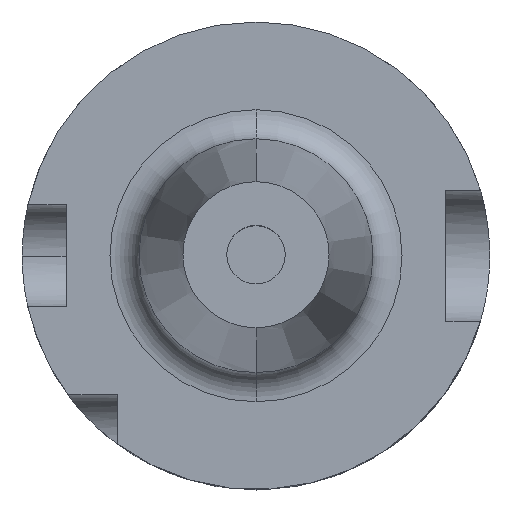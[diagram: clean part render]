
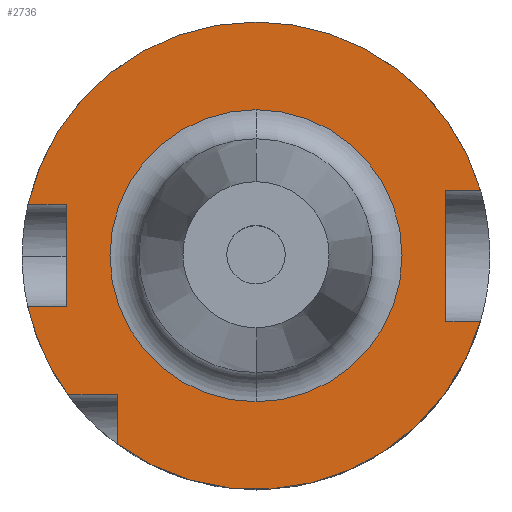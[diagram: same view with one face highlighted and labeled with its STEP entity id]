
A CAD part, top view. The second image highlights one B-rep face of the part: STEP entity #2736.
In plain terms, the highlighted planar face has unit normal (0, 0, 1).
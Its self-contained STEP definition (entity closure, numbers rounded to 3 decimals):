
#13 = CARTESIAN_POINT ( 'NONE',  ( 15.354, 4.5, 20. ) ) ;
#35 = CARTESIAN_POINT ( 'NONE',  ( 23., 4.5, 20. ) ) ;
#105 = CARTESIAN_POINT ( 'NONE',  ( -9.5, 16., 20. ) ) ;
#164 = ORIENTED_EDGE ( 'NONE', *, *, #614, .T. ) ;
#171 = DIRECTION ( 'NONE',  ( 0., 1., 0. ) ) ;
#180 = ORIENTED_EDGE ( 'NONE', *, *, #201, .F. ) ;
#195 = CARTESIAN_POINT ( 'NONE',  ( -9.5, -9.5, 20. ) ) ;
#201 = EDGE_CURVE ( 'NONE', #1023, #798, #967, .T. ) ;
#283 = EDGE_CURVE ( 'NONE', #3132, #3216, #1335, .T. ) ;
#305 = VERTEX_POINT ( 'NONE', #983 ) ;
#343 = ORIENTED_EDGE ( 'NONE', *, *, #538, .F. ) ;
#406 = CARTESIAN_POINT ( 'NONE',  ( -13., 3.5, 20. ) ) ;
#455 = DIRECTION ( 'NONE',  ( 1., 0., 0. ) ) ;
#465 = ORIENTED_EDGE ( 'NONE', *, *, #1602, .F. ) ;
#474 = VECTOR ( 'NONE', #643, 1000. ) ;
#538 = EDGE_CURVE ( 'NONE', #2576, #3132, #879, .T. ) ;
#614 = EDGE_CURVE ( 'NONE', #1705, #305, #921, .T. ) ;
#642 = DIRECTION ( 'NONE',  ( 0., 0., -1. ) ) ;
#643 = DIRECTION ( 'NONE',  ( 0., 1., 0. ) ) ;
#651 = ORIENTED_EDGE ( 'NONE', *, *, #2191, .T. ) ;
#670 = ORIENTED_EDGE ( 'NONE', *, *, #994, .T. ) ;
#692 = CARTESIAN_POINT ( 'NONE',  ( 0., -9.997, 20. ) ) ;
#694 = CARTESIAN_POINT ( 'NONE',  ( 0., 0., 20. ) ) ;
#702 = EDGE_CURVE ( 'NONE', #1947, #3216, #1330, .T. ) ;
#730 = CARTESIAN_POINT ( 'NONE',  ( 13., 4.5, 20. ) ) ;
#735 = CIRCLE ( 'NONE', #3138, 9.997 ) ;
#759 = CARTESIAN_POINT ( 'NONE',  ( -23., 3.5, 20. ) ) ;
#779 = AXIS2_PLACEMENT_3D ( 'NONE', #2703, #1372, #1404 ) ;
#798 = VERTEX_POINT ( 'NONE', #2691 ) ;
#879 = LINE ( 'NONE', #35, #1082 ) ;
#921 = LINE ( 'NONE', #2640, #2029 ) ;
#930 = CARTESIAN_POINT ( 'NONE',  ( 13., -4.5, 20. ) ) ;
#931 = CIRCLE ( 'NONE', #3304, 16. ) ;
#944 = VECTOR ( 'NONE', #1888, 1000. ) ;
#952 = EDGE_LOOP ( 'NONE', ( #2278, #164, #2144, #180, #1061, #1136, #2232, #2070, #2481, #343, #3273, #465 ) ) ;
#967 = CIRCLE ( 'NONE', #1843, 16. ) ;
#983 = CARTESIAN_POINT ( 'NONE',  ( -13., -3.5, 20. ) ) ;
#994 = EDGE_CURVE ( 'NONE', #1713, #1414, #1493, .T. ) ;
#1017 = LINE ( 'NONE', #3002, #3210 ) ;
#1023 = VERTEX_POINT ( 'NONE', #1562 ) ;
#1054 = LINE ( 'NONE', #105, #474 ) ;
#1059 = CIRCLE ( 'NONE', #1193, 16. ) ;
#1061 = ORIENTED_EDGE ( 'NONE', *, *, #1641, .F. ) ;
#1082 = VECTOR ( 'NONE', #1865, 1000. ) ;
#1136 = ORIENTED_EDGE ( 'NONE', *, *, #1639, .F. ) ;
#1193 = AXIS2_PLACEMENT_3D ( 'NONE', #3023, #1998, #171 ) ;
#1256 = VECTOR ( 'NONE', #2802, 1000. ) ;
#1299 = CARTESIAN_POINT ( 'NONE',  ( 23., -4.5, 20. ) ) ;
#1330 = LINE ( 'NONE', #1299, #2804 ) ;
#1335 = LINE ( 'NONE', #730, #1256 ) ;
#1372 = DIRECTION ( 'NONE',  ( 0., 0., -1. ) ) ;
#1375 = AXIS2_PLACEMENT_3D ( 'NONE', #2241, #2505, #2329 ) ;
#1404 = DIRECTION ( 'NONE',  ( 0., 1., 0. ) ) ;
#1414 = VERTEX_POINT ( 'NONE', #692 ) ;
#1425 = DIRECTION ( 'NONE',  ( -1., 0., 0. ) ) ;
#1493 = CIRCLE ( 'NONE', #1375, 9.997 ) ;
#1524 = DIRECTION ( 'NONE',  ( 0., 0., 1. ) ) ;
#1554 = DIRECTION ( 'NONE',  ( 0., -1., 0. ) ) ;
#1562 = CARTESIAN_POINT ( 'NONE',  ( -12.874, -9.5, 20. ) ) ;
#1576 = CARTESIAN_POINT ( 'NONE',  ( 0., 16., 20. ) ) ;
#1587 = PLANE ( 'NONE',  #3027 ) ;
#1602 = EDGE_CURVE ( 'NONE', #2006, #1615, #931, .T. ) ;
#1615 = VERTEX_POINT ( 'NONE', #1657 ) ;
#1639 = EDGE_CURVE ( 'NONE', #3044, #1724, #1054, .T. ) ;
#1641 = EDGE_CURVE ( 'NONE', #1724, #1023, #1017, .T. ) ;
#1657 = CARTESIAN_POINT ( 'NONE',  ( 0., 16., 20. ) ) ;
#1671 = FACE_OUTER_BOUND ( 'NONE', #952, .T. ) ;
#1705 = VERTEX_POINT ( 'NONE', #406 ) ;
#1713 = VERTEX_POINT ( 'NONE', #2283 ) ;
#1724 = VERTEX_POINT ( 'NONE', #195 ) ;
#1780 = CARTESIAN_POINT ( 'NONE',  ( 13., 4.5, 20. ) ) ;
#1843 = AXIS2_PLACEMENT_3D ( 'NONE', #2752, #642, #2770 ) ;
#1849 = CARTESIAN_POINT ( 'NONE',  ( -9.5, -12.874, 20. ) ) ;
#1865 = DIRECTION ( 'NONE',  ( -1., 0., 0. ) ) ;
#1888 = DIRECTION ( 'NONE',  ( 1., 0., 0. ) ) ;
#1947 = VERTEX_POINT ( 'NONE', #2665 ) ;
#1969 = DIRECTION ( 'NONE',  ( 0., 0., -1. ) ) ;
#1998 = DIRECTION ( 'NONE',  ( 0., 0., -1. ) ) ;
#2006 = VERTEX_POINT ( 'NONE', #3182 ) ;
#2022 = EDGE_CURVE ( 'NONE', #798, #305, #2537, .T. ) ;
#2029 = VECTOR ( 'NONE', #1554, 1000. ) ;
#2070 = ORIENTED_EDGE ( 'NONE', *, *, #702, .T. ) ;
#2128 = CARTESIAN_POINT ( 'NONE',  ( -23., -3.5, 20. ) ) ;
#2144 = ORIENTED_EDGE ( 'NONE', *, *, #2022, .F. ) ;
#2159 = VECTOR ( 'NONE', #455, 1000. ) ;
#2191 = EDGE_CURVE ( 'NONE', #1414, #1713, #735, .T. ) ;
#2232 = ORIENTED_EDGE ( 'NONE', *, *, #3307, .F. ) ;
#2241 = CARTESIAN_POINT ( 'NONE',  ( 0., 0., 20. ) ) ;
#2278 = ORIENTED_EDGE ( 'NONE', *, *, #2374, .T. ) ;
#2283 = CARTESIAN_POINT ( 'NONE',  ( 0., 9.997, 20. ) ) ;
#2289 = CIRCLE ( 'NONE', #779, 16. ) ;
#2329 = DIRECTION ( 'NONE',  ( 0., -1., 0. ) ) ;
#2374 = EDGE_CURVE ( 'NONE', #2006, #1705, #2699, .T. ) ;
#2481 = ORIENTED_EDGE ( 'NONE', *, *, #283, .F. ) ;
#2490 = FACE_BOUND ( 'NONE', #2964, .T. ) ;
#2505 = DIRECTION ( 'NONE',  ( 0., 0., -1. ) ) ;
#2537 = LINE ( 'NONE', #2128, #944 ) ;
#2576 = VERTEX_POINT ( 'NONE', #13 ) ;
#2640 = CARTESIAN_POINT ( 'NONE',  ( -13., -3.5, 20. ) ) ;
#2665 = CARTESIAN_POINT ( 'NONE',  ( 15.354, -4.5, 20. ) ) ;
#2691 = CARTESIAN_POINT ( 'NONE',  ( -15.612, -3.5, 20. ) ) ;
#2699 = LINE ( 'NONE', #759, #2159 ) ;
#2703 = CARTESIAN_POINT ( 'NONE',  ( 0., 0., 20. ) ) ;
#2736 = ADVANCED_FACE ( 'NONE', ( #2490, #1671 ), #1587, .T. ) ;
#2747 = DIRECTION ( 'NONE',  ( 0., 1., 0. ) ) ;
#2752 = CARTESIAN_POINT ( 'NONE',  ( 0., 0., 20. ) ) ;
#2755 = CARTESIAN_POINT ( 'NONE',  ( 0., 0., 20. ) ) ;
#2770 = DIRECTION ( 'NONE',  ( 0., 1., 0. ) ) ;
#2802 = DIRECTION ( 'NONE',  ( 0., -1., 0. ) ) ;
#2804 = VECTOR ( 'NONE', #2867, 1000. ) ;
#2867 = DIRECTION ( 'NONE',  ( -1., 0., 0. ) ) ;
#2964 = EDGE_LOOP ( 'NONE', ( #651, #670 ) ) ;
#3002 = CARTESIAN_POINT ( 'NONE',  ( 0., -9.5, 20. ) ) ;
#3023 = CARTESIAN_POINT ( 'NONE',  ( 0., 0., 20. ) ) ;
#3027 = AXIS2_PLACEMENT_3D ( 'NONE', #1576, #1524, #3338 ) ;
#3030 = DIRECTION ( 'NONE',  ( 0., -1., 0. ) ) ;
#3044 = VERTEX_POINT ( 'NONE', #1849 ) ;
#3132 = VERTEX_POINT ( 'NONE', #1780 ) ;
#3137 = EDGE_CURVE ( 'NONE', #1615, #2576, #1059, .T. ) ;
#3138 = AXIS2_PLACEMENT_3D ( 'NONE', #694, #1969, #3030 ) ;
#3182 = CARTESIAN_POINT ( 'NONE',  ( -15.612, 3.5, 20. ) ) ;
#3210 = VECTOR ( 'NONE', #1425, 1000. ) ;
#3216 = VERTEX_POINT ( 'NONE', #930 ) ;
#3273 = ORIENTED_EDGE ( 'NONE', *, *, #3137, .F. ) ;
#3275 = DIRECTION ( 'NONE',  ( 0., 0., -1. ) ) ;
#3304 = AXIS2_PLACEMENT_3D ( 'NONE', #2755, #3275, #2747 ) ;
#3307 = EDGE_CURVE ( 'NONE', #1947, #3044, #2289, .T. ) ;
#3338 = DIRECTION ( 'NONE',  ( 0., -1., 0. ) ) ;
